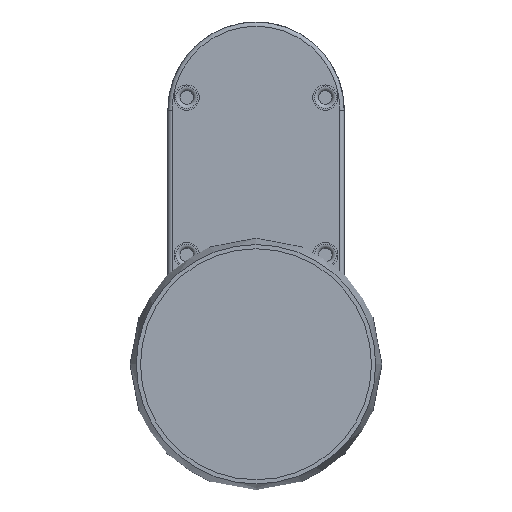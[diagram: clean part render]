
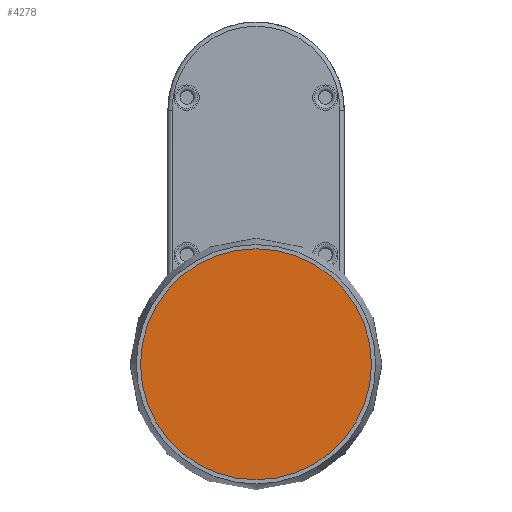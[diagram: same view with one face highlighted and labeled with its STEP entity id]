
A CAD part, front view. The second image highlights one B-rep face of the part: STEP entity #4278.
In plain terms, the highlighted planar face has unit normal (0, -1, 0).
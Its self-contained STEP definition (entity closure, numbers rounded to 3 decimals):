
#258=PLANE('',#4821);
#1215=FACE_OUTER_BOUND('',#1555,.T.);
#1555=EDGE_LOOP('',(#3996));
#1827=CIRCLE('',#4820,27.5);
#2215=VERTEX_POINT('',#7768);
#2808=EDGE_CURVE('',#2215,#2215,#1827,.T.);
#3996=ORIENTED_EDGE('',*,*,#2808,.T.);
#4278=ADVANCED_FACE('',(#1215),#258,.T.);
#4820=AXIS2_PLACEMENT_3D('',#7769,#6165,#6166);
#4821=AXIS2_PLACEMENT_3D('',#7771,#6168,#6169);
#6165=DIRECTION('center_axis',(0.,-1.,0.));
#6166=DIRECTION('ref_axis',(-1.,0.,0.));
#6168=DIRECTION('center_axis',(0.,-1.,0.));
#6169=DIRECTION('ref_axis',(0.,0.,1.));
#7768=CARTESIAN_POINT('',(0.,-58.,-88.));
#7769=CARTESIAN_POINT('Origin',(0.,-58.,-60.5));
#7771=CARTESIAN_POINT('Origin',(0.,-58.,-60.5));
